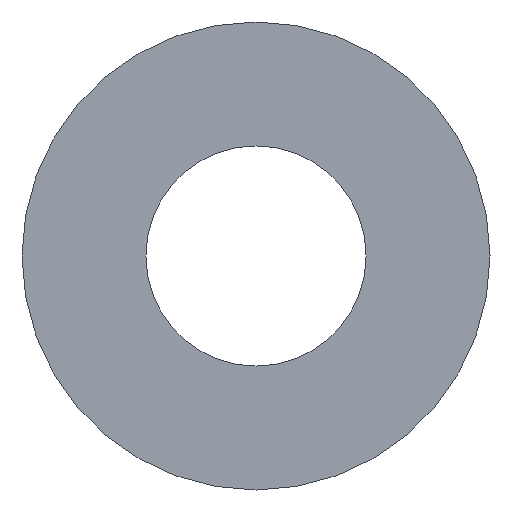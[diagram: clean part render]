
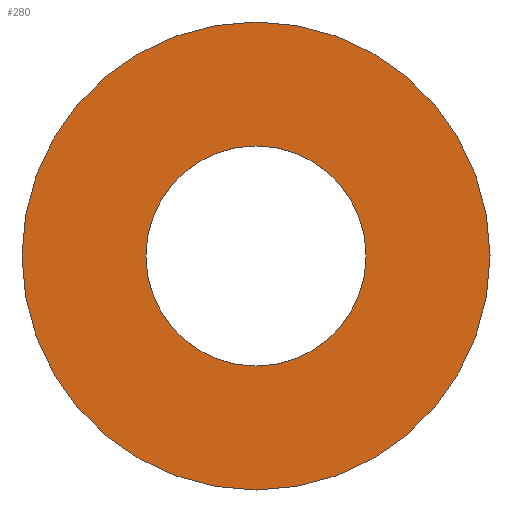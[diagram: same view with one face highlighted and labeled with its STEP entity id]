
A CAD part, front view. The second image highlights one B-rep face of the part: STEP entity #280.
In plain terms, the highlighted planar face has unit normal (0, -1, 0).
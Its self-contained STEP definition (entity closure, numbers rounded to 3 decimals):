
#1 = VERTEX_POINT ( 'NONE', #52 ) ;
#19 = VERTEX_POINT ( 'NONE', #240 ) ;
#24 = EDGE_LOOP ( 'NONE', ( #285, #120 ) ) ;
#38 = FACE_OUTER_BOUND ( 'NONE', #130, .T. ) ;
#42 = VERTEX_POINT ( 'NONE', #135 ) ;
#46 = ORIENTED_EDGE ( 'NONE', *, *, #174, .F. ) ;
#52 = CARTESIAN_POINT ( 'NONE',  ( 0., 0., 7.55 ) ) ;
#53 = EDGE_CURVE ( 'NONE', #19, #42, #71, .T. ) ;
#55 = AXIS2_PLACEMENT_3D ( 'NONE', #109, #291, #215 ) ;
#56 = DIRECTION ( 'NONE',  ( 0., 0., 1. ) ) ;
#57 = CARTESIAN_POINT ( 'NONE',  ( 0., 0., 0. ) ) ;
#67 = DIRECTION ( 'NONE',  ( 0., 1., 0. ) ) ;
#71 = CIRCLE ( 'NONE', #123, 16.05 ) ;
#83 = DIRECTION ( 'NONE',  ( 0., 1., 0. ) ) ;
#90 = EDGE_CURVE ( 'NONE', #101, #1, #112, .T. ) ;
#92 = DIRECTION ( 'NONE',  ( 0., 0., 1. ) ) ;
#101 = VERTEX_POINT ( 'NONE', #214 ) ;
#108 = DIRECTION ( 'NONE',  ( 0., 1., 0. ) ) ;
#109 = CARTESIAN_POINT ( 'NONE',  ( 0., 0., 0. ) ) ;
#112 = CIRCLE ( 'NONE', #307, 7.55 ) ;
#115 = EDGE_CURVE ( 'NONE', #1, #101, #206, .T. ) ;
#120 = ORIENTED_EDGE ( 'NONE', *, *, #115, .T. ) ;
#123 = AXIS2_PLACEMENT_3D ( 'NONE', #57, #263, #236 ) ;
#130 = EDGE_LOOP ( 'NONE', ( #46, #232 ) ) ;
#132 = AXIS2_PLACEMENT_3D ( 'NONE', #192, #67, #92 ) ;
#135 = CARTESIAN_POINT ( 'NONE',  ( 0., 0., -16.05 ) ) ;
#136 = CIRCLE ( 'NONE', #226, 16.05 ) ;
#174 = EDGE_CURVE ( 'NONE', #42, #19, #136, .T. ) ;
#192 = CARTESIAN_POINT ( 'NONE',  ( 0., 0., 0. ) ) ;
#206 = CIRCLE ( 'NONE', #55, 7.55 ) ;
#208 = CARTESIAN_POINT ( 'NONE',  ( 0., 0., 0. ) ) ;
#210 = CARTESIAN_POINT ( 'NONE',  ( 0., 0., 0. ) ) ;
#214 = CARTESIAN_POINT ( 'NONE',  ( 0., 0., -7.55 ) ) ;
#215 = DIRECTION ( 'NONE',  ( 0., 0., 1. ) ) ;
#218 = PLANE ( 'NONE',  #132 ) ;
#226 = AXIS2_PLACEMENT_3D ( 'NONE', #208, #83, #309 ) ;
#232 = ORIENTED_EDGE ( 'NONE', *, *, #53, .F. ) ;
#236 = DIRECTION ( 'NONE',  ( 0., 0., 1. ) ) ;
#240 = CARTESIAN_POINT ( 'NONE',  ( 0., 0., 16.05 ) ) ;
#263 = DIRECTION ( 'NONE',  ( 0., 1., 0. ) ) ;
#280 = ADVANCED_FACE ( 'NONE', ( #38, #319 ), #218, .F. ) ;
#285 = ORIENTED_EDGE ( 'NONE', *, *, #90, .T. ) ;
#291 = DIRECTION ( 'NONE',  ( 0., 1., 0. ) ) ;
#307 = AXIS2_PLACEMENT_3D ( 'NONE', #210, #108, #56 ) ;
#309 = DIRECTION ( 'NONE',  ( 0., 0., 1. ) ) ;
#319 = FACE_BOUND ( 'NONE', #24, .T. ) ;
